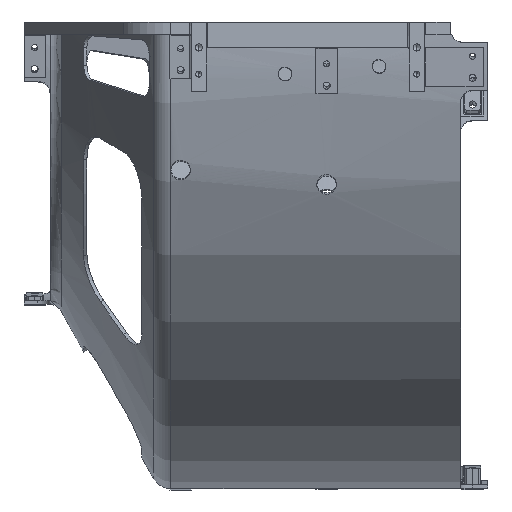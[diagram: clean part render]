
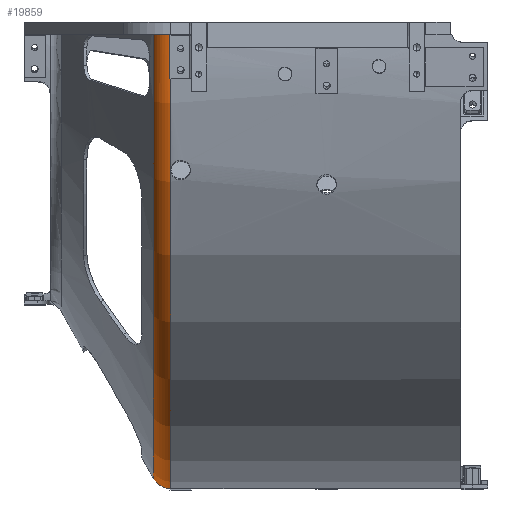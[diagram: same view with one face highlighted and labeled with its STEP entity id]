
A CAD part, front view. The second image highlights one B-rep face of the part: STEP entity #19859.
In plain terms, the highlighted toroidal (fillet/blend) face has major radius 185 mm and minor radius 8.262 mm.
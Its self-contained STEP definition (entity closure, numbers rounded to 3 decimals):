
#19853 = VERTEX_POINT ( 'NONE', #28245 ) ;
#19855 = EDGE_CURVE ( 'NONE', #19856, #19853, #28845, .T. ) ;
#19856 = VERTEX_POINT ( 'NONE', #28840 ) ;
#19859 = ADVANCED_FACE ( 'NONE', ( #28744 ), #28725, .T. ) ;
#19860 = EDGE_LOOP ( 'NONE', ( #19908, #19909, #19912, #19915 ) ) ;
#19908 = ORIENTED_EDGE ( 'NONE', *, *, #19855, .T. ) ;
#19909 = ORIENTED_EDGE ( 'NONE', *, *, #19910, .T. ) ;
#19910 = EDGE_CURVE ( 'NONE', #19853, #19911, #28698, .T. ) ;
#19911 = VERTEX_POINT ( 'NONE', #28693 ) ;
#19912 = ORIENTED_EDGE ( 'NONE', *, *, #19913, .F. ) ;
#19913 = EDGE_CURVE ( 'NONE', #19914, #19911, #28692, .T. ) ;
#19914 = VERTEX_POINT ( 'NONE', #28687 ) ;
#19915 = ORIENTED_EDGE ( 'NONE', *, *, #19916, .F. ) ;
#19916 = EDGE_CURVE ( 'NONE', #19856, #19914, #28633, .T. ) ;
#28245 = CARTESIAN_POINT ( 'NONE',  ( 49.775, 0., -188.987 ) ) ;
#28611 = CARTESIAN_POINT ( 'NONE',  ( 57.012, -193.262, -0.5 ) ) ;
#28612 = CARTESIAN_POINT ( 'NONE',  ( 56.278, -193.262, -0.5 ) ) ;
#28613 = CARTESIAN_POINT ( 'NONE',  ( 55.553, -193.166, -0.5 ) ) ;
#28614 = CARTESIAN_POINT ( 'NONE',  ( 54.122, -192.775, -0.5 ) ) ;
#28615 = CARTESIAN_POINT ( 'NONE',  ( 53.449, -192.49, -0.5 ) ) ;
#28616 = CARTESIAN_POINT ( 'NONE',  ( 52.5, -191.93, -0.5 ) ) ;
#28617 = CARTESIAN_POINT ( 'NONE',  ( 52.192, -191.72, -0.5 ) ) ;
#28618 = CARTESIAN_POINT ( 'NONE',  ( 51.612, -191.264, -0.5 ) ) ;
#28619 = CARTESIAN_POINT ( 'NONE',  ( 51.338, -191.017, -0.5 ) ) ;
#28620 = CARTESIAN_POINT ( 'NONE',  ( 50.823, -190.485, -0.5 ) ) ;
#28621 = CARTESIAN_POINT ( 'NONE',  ( 50.584, -190.204, -0.5 ) ) ;
#28622 = CARTESIAN_POINT ( 'NONE',  ( 50.149, -189.615, -0.5 ) ) ;
#28623 = CARTESIAN_POINT ( 'NONE',  ( 49.952, -189.307, -0.5 ) ) ;
#28624 = CARTESIAN_POINT ( 'NONE',  ( 49.775, -188.986, -0.5 ) ) ;
#28633 = B_SPLINE_CURVE_WITH_KNOTS ( 'NONE', 3,
 ( #28624, #28623, #28622, #28621, #28620, #28619, #28618, #28617, #28616, #28615, #28614, #28613, #28612, #28611 ),
 .UNSPECIFIED., .F., .F.,
 ( 4, 2, 2, 2, 2, 2, 4 ),
 ( 0.048, 0.049, 0.05, 0.051, 0.052, 0.054, 0.057 ),
 .UNSPECIFIED. ) ;
#28687 = CARTESIAN_POINT ( 'NONE',  ( 57.012, -193.262, -0.5 ) ) ;
#28688 = DIRECTION ( 'NONE',  ( 0., 0., -1. ) ) ;
#28689 = DIRECTION ( 'NONE',  ( 1., 0., 0. ) ) ;
#28690 = CARTESIAN_POINT ( 'NONE',  ( 57.012, 0., 0. ) ) ;
#28691 = AXIS2_PLACEMENT_3D ( 'NONE', #28690, #28689, #28688 ) ;
#28692 = CIRCLE ( 'NONE', #28691, 193.263 ) ;
#28693 = CARTESIAN_POINT ( 'NONE',  ( 57.012, 0., -193.263 ) ) ;
#28694 = DIRECTION ( 'NONE',  ( 0., 0., -1. ) ) ;
#28695 = DIRECTION ( 'NONE',  ( 0., -1., 0. ) ) ;
#28696 = CARTESIAN_POINT ( 'NONE',  ( 57.012, 0., -185. ) ) ;
#28697 = AXIS2_PLACEMENT_3D ( 'NONE', #28696, #28695, #28694 ) ;
#28698 = CIRCLE ( 'NONE', #28697, 8.263 ) ;
#28721 = DIRECTION ( 'NONE',  ( 0., 0., -1. ) ) ;
#28722 = DIRECTION ( 'NONE',  ( 1., 0., 0. ) ) ;
#28723 = CARTESIAN_POINT ( 'NONE',  ( 57.012, 0., 0. ) ) ;
#28724 = AXIS2_PLACEMENT_3D ( 'NONE', #28723, #28722, #28721 ) ;
#28725 = TOROIDAL_SURFACE ( 'NONE', #28724, 185., 8.263 ) ;
#28744 = FACE_OUTER_BOUND ( 'NONE', #19860, .T. ) ;
#28840 = CARTESIAN_POINT ( 'NONE',  ( 49.775, -188.986, -0.5 ) ) ;
#28841 = DIRECTION ( 'NONE',  ( 0., 0., -1. ) ) ;
#28842 = DIRECTION ( 'NONE',  ( 1., 0., 0. ) ) ;
#28843 = CARTESIAN_POINT ( 'NONE',  ( 49.775, 0., 0. ) ) ;
#28844 = AXIS2_PLACEMENT_3D ( 'NONE', #28843, #28842, #28841 ) ;
#28845 = CIRCLE ( 'NONE', #28844, 188.987 ) ;
